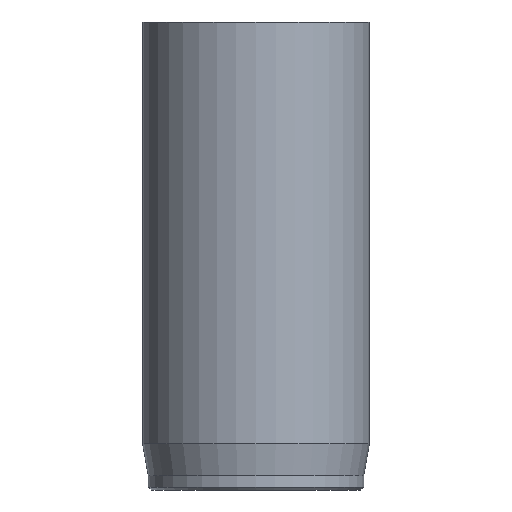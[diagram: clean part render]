
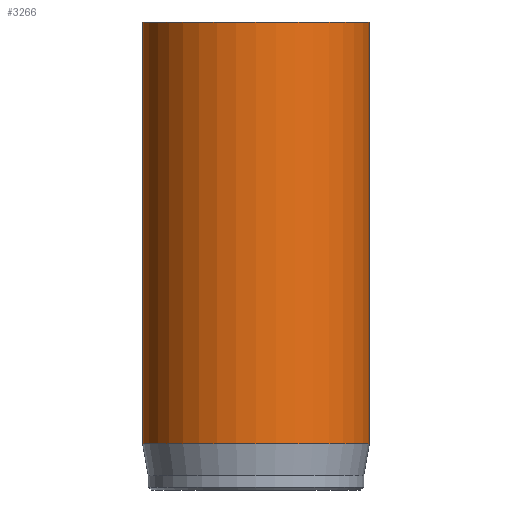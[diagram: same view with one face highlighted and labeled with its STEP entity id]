
A CAD part, front view. The second image highlights one B-rep face of the part: STEP entity #3266.
In plain terms, the highlighted cylindrical face has radius 8 mm (diameter 16 mm), a full revolution.
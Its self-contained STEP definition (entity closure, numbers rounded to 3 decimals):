
#32=CYLINDRICAL_SURFACE('',#3422,8.);
#48=CIRCLE('',#3393,8.);
#64=CIRCLE('',#3420,8.);
#65=CIRCLE('',#3421,8.);
#313=FACE_OUTER_BOUND('',#502,.T.);
#502=EDGE_LOOP('',(#2903,#2904,#2905,#2906,#2907));
#749=LINE('',#6099,#1004);
#1004=VECTOR('',#3849,8.);
#1502=VERTEX_POINT('',#6042);
#1518=VERTEX_POINT('',#6093);
#1519=VERTEX_POINT('',#6094);
#1961=EDGE_CURVE('',#1502,#1502,#48,.T.);
#1985=EDGE_CURVE('',#1518,#1519,#64,.T.);
#1986=EDGE_CURVE('',#1519,#1518,#65,.T.);
#1988=EDGE_CURVE('',#1502,#1518,#749,.T.);
#2903=ORIENTED_EDGE('',*,*,#1961,.T.);
#2904=ORIENTED_EDGE('',*,*,#1988,.T.);
#2905=ORIENTED_EDGE('',*,*,#1985,.T.);
#2906=ORIENTED_EDGE('',*,*,#1986,.T.);
#2907=ORIENTED_EDGE('',*,*,#1988,.F.);
#3266=ADVANCED_FACE('',(#313),#32,.T.);
#3393=AXIS2_PLACEMENT_3D('',#6043,#3780,#3781);
#3420=AXIS2_PLACEMENT_3D('',#6095,#3842,#3843);
#3421=AXIS2_PLACEMENT_3D('',#6096,#3844,#3845);
#3422=AXIS2_PLACEMENT_3D('',#6098,#3847,#3848);
#3780=DIRECTION('center_axis',(0.,0.,-1.));
#3781=DIRECTION('ref_axis',(-1.,0.,0.));
#3842=DIRECTION('center_axis',(0.,0.,1.));
#3843=DIRECTION('ref_axis',(-1.,0.,0.));
#3844=DIRECTION('center_axis',(0.,0.,1.));
#3845=DIRECTION('ref_axis',(-1.,0.,0.));
#3847=DIRECTION('center_axis',(0.,0.,1.));
#3848=DIRECTION('ref_axis',(-1.,0.,0.));
#3849=DIRECTION('',(0.,0.,-1.));
#6042=CARTESIAN_POINT('',(8.,0.,33.));
#6043=CARTESIAN_POINT('Origin',(0.,0.,33.));
#6093=CARTESIAN_POINT('',(8.,0.,3.269));
#6094=CARTESIAN_POINT('',(-8.,0.,3.269));
#6095=CARTESIAN_POINT('Origin',(0.,0.,3.269));
#6096=CARTESIAN_POINT('Origin',(0.,0.,3.269));
#6098=CARTESIAN_POINT('Origin',(0.,0.,0.));
#6099=CARTESIAN_POINT('',(8.,0.,0.));
